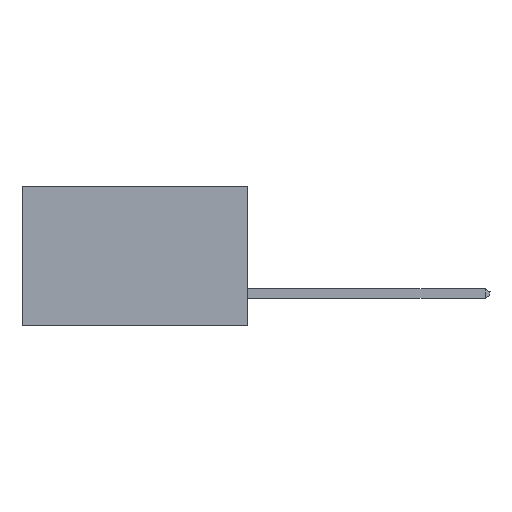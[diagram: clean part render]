
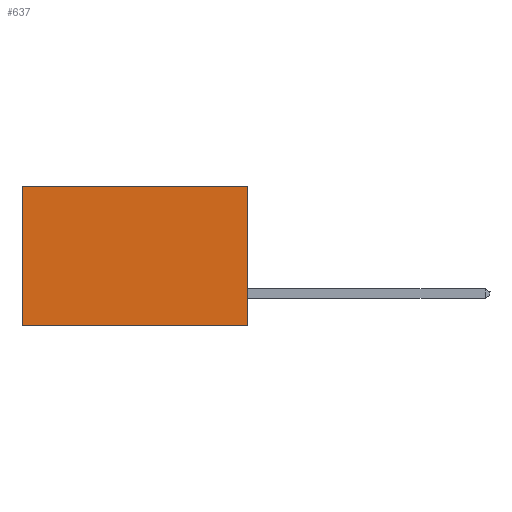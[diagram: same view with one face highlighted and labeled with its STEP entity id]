
A CAD part, left-side view. The second image highlights one B-rep face of the part: STEP entity #637.
In plain terms, the highlighted planar face has unit normal (-1, 0, 0).
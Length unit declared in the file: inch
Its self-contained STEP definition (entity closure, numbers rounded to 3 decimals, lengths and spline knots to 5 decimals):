
#637 = ADVANCED_FACE ( 'NONE', ( #1612 ), #9773, .F. ) ;
#743 = CARTESIAN_POINT ( 'NONE',  ( 0.2615, 0., -0.37 ) ) ;
#784 = ORIENTED_EDGE ( 'NONE', *, *, #5388, .F. ) ;
#1546 = VERTEX_POINT ( 'NONE', #9688 ) ;
#1612 = FACE_OUTER_BOUND ( 'NONE', #2151, .T. ) ;
#1801 = CARTESIAN_POINT ( 'NONE',  ( 0.2615, 0., -0.37 ) ) ;
#2122 = VECTOR ( 'NONE', #3864, 39.37008 ) ;
#2151 = EDGE_LOOP ( 'NONE', ( #10913, #784, #4765, #4930 ) ) ;
#2477 = CARTESIAN_POINT ( 'NONE',  ( 0.2615, 0.6, -0.37 ) ) ;
#2588 = VERTEX_POINT ( 'NONE', #8966 ) ;
#2627 = LINE ( 'NONE', #1801, #5199 ) ;
#2914 = EDGE_CURVE ( 'NONE', #9319, #1546, #10536, .T. ) ;
#3459 = VECTOR ( 'NONE', #10301, 39.37008 ) ;
#3864 = DIRECTION ( 'NONE',  ( 0., 1., 0. ) ) ;
#4765 = ORIENTED_EDGE ( 'NONE', *, *, #9475, .F. ) ;
#4930 = ORIENTED_EDGE ( 'NONE', *, *, #2914, .T. ) ;
#5199 = VECTOR ( 'NONE', #10262, 39.37008 ) ;
#5388 = EDGE_CURVE ( 'NONE', #5784, #2588, #5679, .T. ) ;
#5627 = AXIS2_PLACEMENT_3D ( 'NONE', #6183, #6011, #7950 ) ;
#5679 = LINE ( 'NONE', #6592, #2122 ) ;
#5784 = VERTEX_POINT ( 'NONE', #743 ) ;
#6011 = DIRECTION ( 'NONE',  ( 1., 0., 0. ) ) ;
#6183 = CARTESIAN_POINT ( 'NONE',  ( 0.2615, 0., -0.37 ) ) ;
#6376 = VECTOR ( 'NONE', #11665, 39.37008 ) ;
#6592 = CARTESIAN_POINT ( 'NONE',  ( 0.2615, 0., -0.37 ) ) ;
#6597 = CARTESIAN_POINT ( 'NONE',  ( 0.2615, 0., 0. ) ) ;
#7045 = CARTESIAN_POINT ( 'NONE',  ( 0.2615, 0., 0. ) ) ;
#7950 = DIRECTION ( 'NONE',  ( 0., 0., -1. ) ) ;
#8041 = LINE ( 'NONE', #2477, #6376 ) ;
#8966 = CARTESIAN_POINT ( 'NONE',  ( 0.2615, 0.6, -0.37 ) ) ;
#9319 = VERTEX_POINT ( 'NONE', #7045 ) ;
#9475 = EDGE_CURVE ( 'NONE', #9319, #5784, #2627, .T. ) ;
#9688 = CARTESIAN_POINT ( 'NONE',  ( 0.2615, 0.6, 0. ) ) ;
#9773 = PLANE ( 'NONE',  #5627 ) ;
#10226 = EDGE_CURVE ( 'NONE', #1546, #2588, #8041, .T. ) ;
#10262 = DIRECTION ( 'NONE',  ( 0., 0., -1. ) ) ;
#10301 = DIRECTION ( 'NONE',  ( 0., 1., 0. ) ) ;
#10536 = LINE ( 'NONE', #6597, #3459 ) ;
#10913 = ORIENTED_EDGE ( 'NONE', *, *, #10226, .T. ) ;
#11665 = DIRECTION ( 'NONE',  ( 0., 0., -1. ) ) ;
